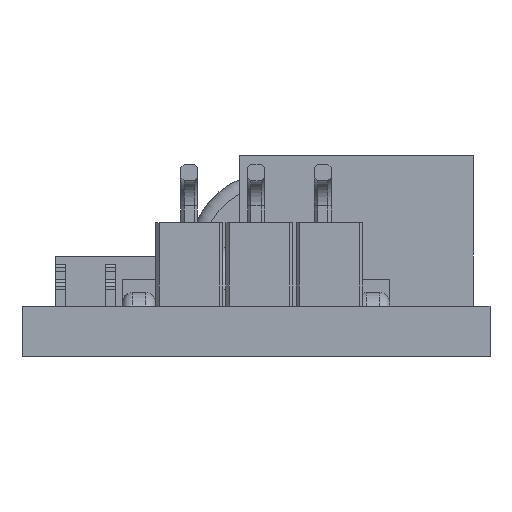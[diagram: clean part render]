
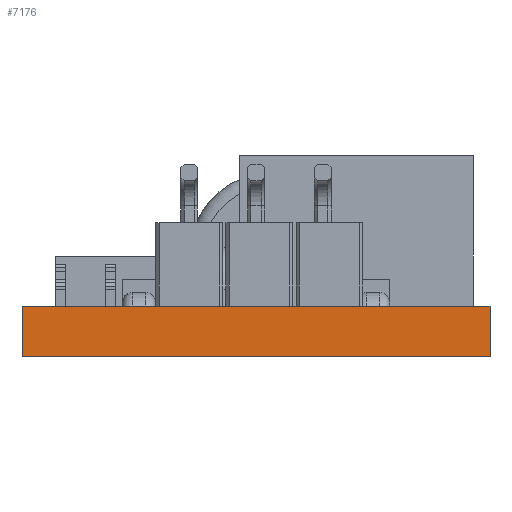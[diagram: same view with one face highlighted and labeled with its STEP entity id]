
A CAD part, front view. The second image highlights one B-rep face of the part: STEP entity #7176.
In plain terms, the highlighted planar face has unit normal (0, -1, 0).
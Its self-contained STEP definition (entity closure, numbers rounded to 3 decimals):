
#515 = LINE ( 'NONE', #9725, #27617 ) ;
#682 = FACE_OUTER_BOUND ( 'NONE', #5178, .T. ) ;
#2032 = VECTOR ( 'NONE', #19475, 1000. ) ;
#2358 = DIRECTION ( 'NONE',  ( 0., 1., 0. ) ) ;
#5178 = EDGE_LOOP ( 'NONE', ( #33839, #7884, #27233, #16263 ) ) ;
#5253 = DIRECTION ( 'NONE',  ( 0., 0., -1. ) ) ;
#6386 = EDGE_CURVE ( 'NONE', #33097, #31867, #11794, .T. ) ;
#6388 = VECTOR ( 'NONE', #5253, 1000. ) ;
#6727 = CARTESIAN_POINT ( 'NONE',  ( -7., -15.5, 1.5 ) ) ;
#7176 = ADVANCED_FACE ( 'NONE', ( #682 ), #10231, .F. ) ;
#7884 = ORIENTED_EDGE ( 'NONE', *, *, #32971, .F. ) ;
#9101 = CARTESIAN_POINT ( 'NONE',  ( 7., -15.5, 0. ) ) ;
#9725 = CARTESIAN_POINT ( 'NONE',  ( -7., -15.5, 1.5 ) ) ;
#10231 = PLANE ( 'NONE',  #14874 ) ;
#11794 = LINE ( 'NONE', #28470, #31159 ) ;
#14874 = AXIS2_PLACEMENT_3D ( 'NONE', #34047, #2358, #23586 ) ;
#15907 = CARTESIAN_POINT ( 'NONE',  ( 7., -15.5, 1.5 ) ) ;
#16263 = ORIENTED_EDGE ( 'NONE', *, *, #31790, .T. ) ;
#17442 = LINE ( 'NONE', #15907, #6388 ) ;
#18555 = CARTESIAN_POINT ( 'NONE',  ( -7., -15.5, 0. ) ) ;
#19475 = DIRECTION ( 'NONE',  ( 0., 0., -1. ) ) ;
#20546 = DIRECTION ( 'NONE',  ( 1., 0., 0. ) ) ;
#21713 = LINE ( 'NONE', #6727, #2032 ) ;
#22998 = CARTESIAN_POINT ( 'NONE',  ( 7., -15.5, 1.5 ) ) ;
#23513 = VERTEX_POINT ( 'NONE', #22998 ) ;
#23586 = DIRECTION ( 'NONE',  ( 0., 0., 1. ) ) ;
#24883 = EDGE_CURVE ( 'NONE', #27545, #23513, #515, .T. ) ;
#27233 = ORIENTED_EDGE ( 'NONE', *, *, #24883, .F. ) ;
#27528 = CARTESIAN_POINT ( 'NONE',  ( -7., -15.5, 1.5 ) ) ;
#27545 = VERTEX_POINT ( 'NONE', #27528 ) ;
#27617 = VECTOR ( 'NONE', #20546, 1000. ) ;
#28470 = CARTESIAN_POINT ( 'NONE',  ( -7., -15.5, 0. ) ) ;
#28947 = DIRECTION ( 'NONE',  ( 1., 0., 0. ) ) ;
#31159 = VECTOR ( 'NONE', #28947, 1000. ) ;
#31790 = EDGE_CURVE ( 'NONE', #27545, #33097, #21713, .T. ) ;
#31867 = VERTEX_POINT ( 'NONE', #9101 ) ;
#32971 = EDGE_CURVE ( 'NONE', #23513, #31867, #17442, .T. ) ;
#33097 = VERTEX_POINT ( 'NONE', #18555 ) ;
#33839 = ORIENTED_EDGE ( 'NONE', *, *, #6386, .T. ) ;
#34047 = CARTESIAN_POINT ( 'NONE',  ( -7., -15.5, 1.5 ) ) ;
